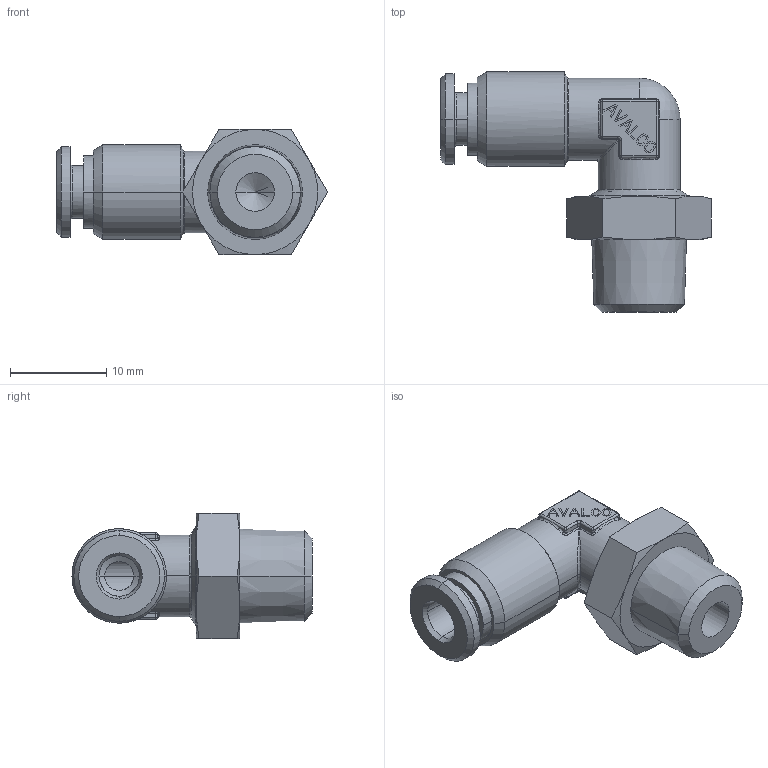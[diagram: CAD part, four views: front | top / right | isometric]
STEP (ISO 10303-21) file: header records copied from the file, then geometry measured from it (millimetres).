
FILE_DESCRIPTION(('CATIA V5 STEP Exchange'),'2;1');
FILE_NAME('PR505B-04R18.stp','2018-04-14T14:51:25+00:00',('none'),('none'),'CATIA Version 5 Release 21 GA (IN-10)','CATIA V5 STEP AP203','none');
FILE_SCHEMA(('CONFIG_CONTROL_DESIGN'));
Length unit declared in the file: millimetre
Products named in the file (1): PR505B-04R18
Bounding box: 28.11 x 24.9 x 13 mm (x, y, z)
Volume: 2421.6 mm3; surface area: 2242.6 mm2
Topology: 1 solids, 1 shells, 418 faces, 1060 edges, 662 vertices
Faces by surface type: plane 262, cylinder 60, cone 38, torus 24, bspline 18, sphere 16
Entity records: 13427 total; most frequent: CARTESIAN_POINT 3954, ORIENTED_EDGE 2112, DIRECTION 1628, EDGE_CURVE 1056, VECTOR 760, LINE 760, VERTEX_POINT 662, AXIS2_PLACEMENT_3D 511
